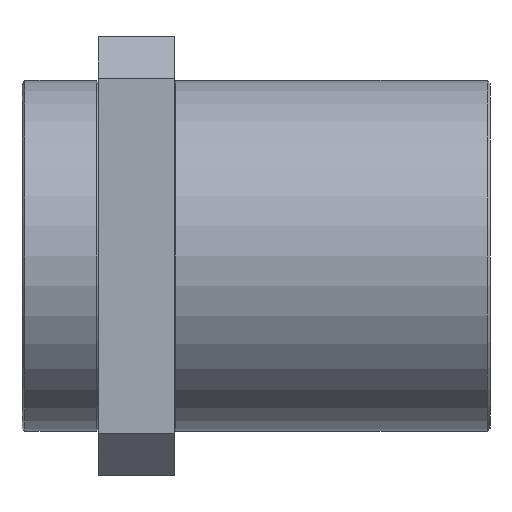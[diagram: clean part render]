
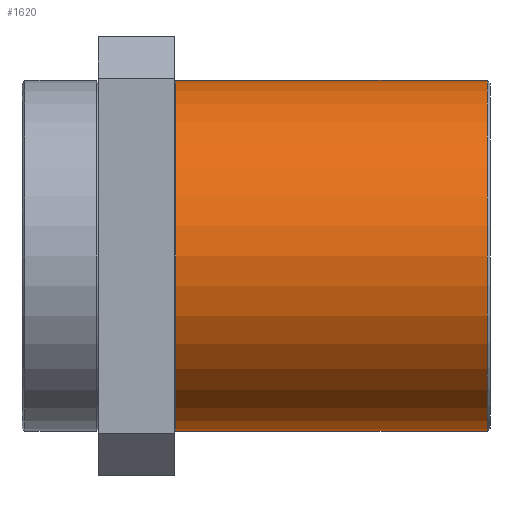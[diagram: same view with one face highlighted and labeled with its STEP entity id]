
A CAD part, front view. The second image highlights one B-rep face of the part: STEP entity #1620.
In plain terms, the highlighted cylindrical face has radius 30 mm (diameter 60 mm), a partial arc.
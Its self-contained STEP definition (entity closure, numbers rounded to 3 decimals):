
#18 = CARTESIAN_POINT ( 'NONE',  ( 13.3, 0., 30. ) ) ;
#36 = CARTESIAN_POINT ( 'NONE',  ( 13.3, 0., -30. ) ) ;
#49 = CARTESIAN_POINT ( 'NONE',  ( 66.5, 0., 30. ) ) ;
#223 = CARTESIAN_POINT ( 'NONE',  ( -13., 0., 0. ) ) ;
#226 = DIRECTION ( 'NONE',  ( 1., 0., 0. ) ) ;
#227 = DIRECTION ( 'NONE',  ( 0., 0., -1. ) ) ;
#277 = CARTESIAN_POINT ( 'NONE',  ( -13., 0., 30. ) ) ;
#278 = DIRECTION ( 'NONE',  ( 1., 0., 0. ) ) ;
#311 = VECTOR ( 'NONE', #1315, 1000. ) ;
#313 = LINE ( 'NONE', #1369, #311 ) ;
#414 = EDGE_CURVE ( 'NONE', #1511, #1481, #1036, .T. ) ;
#458 = AXIS2_PLACEMENT_3D ( 'NONE', #851, #860, #828 ) ;
#459 = AXIS2_PLACEMENT_3D ( 'NONE', #880, #859, #874 ) ;
#509 = EDGE_CURVE ( 'NONE', #1418, #1529, #1140, .T. ) ;
#520 = AXIS2_PLACEMENT_3D ( 'NONE', #223, #226, #227 ) ;
#551 = FACE_OUTER_BOUND ( 'NONE', #1103, .T. ) ;
#564 = CYLINDRICAL_SURFACE ( 'NONE', #520, 30. ) ;
#583 = LINE ( 'NONE', #277, #586 ) ;
#586 = VECTOR ( 'NONE', #278, 1000. ) ;
#738 = EDGE_CURVE ( 'NONE', #1511, #1418, #313, .T. ) ;
#828 = DIRECTION ( 'NONE',  ( 0., 0., -1. ) ) ;
#851 = CARTESIAN_POINT ( 'NONE',  ( 66.5, 0., 0. ) ) ;
#859 = DIRECTION ( 'NONE',  ( -1., 0., 0. ) ) ;
#860 = DIRECTION ( 'NONE',  ( -1., 0., 0. ) ) ;
#874 = DIRECTION ( 'NONE',  ( 0., 0., 1. ) ) ;
#880 = CARTESIAN_POINT ( 'NONE',  ( 13.3, 0., 0. ) ) ;
#918 = ORIENTED_EDGE ( 'NONE', *, *, #738, .T. ) ;
#943 = ORIENTED_EDGE ( 'NONE', *, *, #1638, .F. ) ;
#947 = ORIENTED_EDGE ( 'NONE', *, *, #509, .T. ) ;
#958 = ORIENTED_EDGE ( 'NONE', *, *, #414, .F. ) ;
#1036 = CIRCLE ( 'NONE', #459, 30. ) ;
#1103 = EDGE_LOOP ( 'NONE', ( #943, #958, #918, #947 ) ) ;
#1140 = CIRCLE ( 'NONE', #458, 30. ) ;
#1315 = DIRECTION ( 'NONE',  ( 1., 0., 0. ) ) ;
#1369 = CARTESIAN_POINT ( 'NONE',  ( -13., 0., -30. ) ) ;
#1390 = CARTESIAN_POINT ( 'NONE',  ( 66.5, 0., -30. ) ) ;
#1418 = VERTEX_POINT ( 'NONE', #1390 ) ;
#1481 = VERTEX_POINT ( 'NONE', #18 ) ;
#1511 = VERTEX_POINT ( 'NONE', #36 ) ;
#1529 = VERTEX_POINT ( 'NONE', #49 ) ;
#1620 = ADVANCED_FACE ( 'NONE', ( #551 ), #564, .T. ) ;
#1638 = EDGE_CURVE ( 'NONE', #1481, #1529, #583, .T. ) ;
